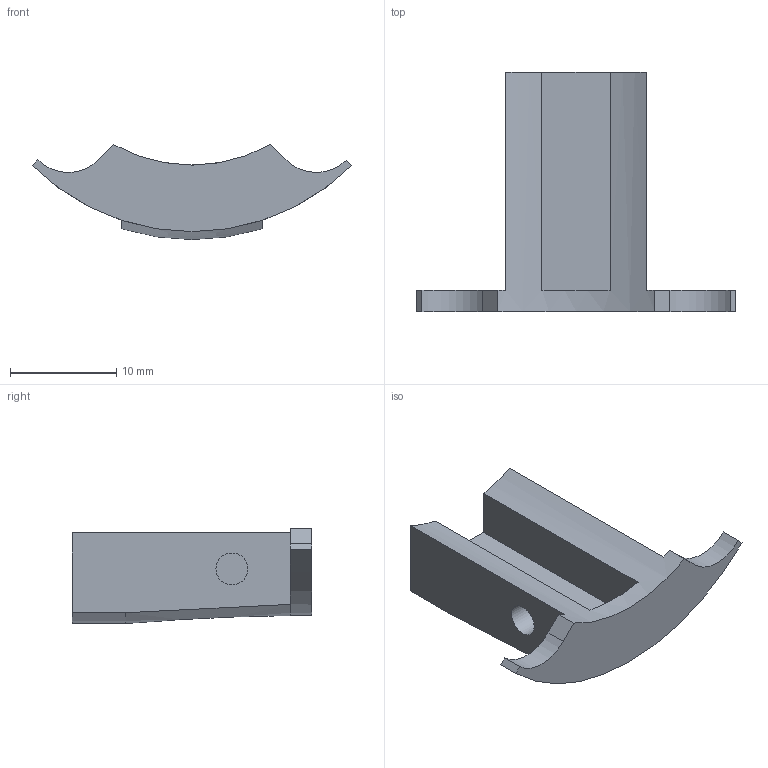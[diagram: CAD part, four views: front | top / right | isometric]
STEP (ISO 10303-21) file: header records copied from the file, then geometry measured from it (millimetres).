
FILE_DESCRIPTION(/* description */ (''),/* implementation_level */ '2;1');
FILE_NAME(/* name */ 'SensorBracket.step',/* time_stamp */ '2020-10-30T08:30:59-07:00',/* author */ (''),/* organization */ (''),/* preprocessor_version */ 'ST-DEVELOPER v18.1',/* originating_system */ 'Autodesk Translation Framework v9.3.0.1241',/* authorisation */ '');
FILE_SCHEMA (('AUTOMOTIVE_DESIGN { 1 0 10303 214 3 1 1 }'));
Length unit declared in the file: millimetre
Products named in the file (1): SensorBracket
Bounding box: 30.05 x 22.5 x 8.94 mm (x, y, z)
Volume: 1558.7 mm3; surface area: 1476.5 mm2
Topology: 1 solids, 1 shells, 21 faces, 55 edges, 36 vertices
Faces by surface type: plane 14, cylinder 6, bspline 1
Full cylindrical faces by diameter (mm): 3 x1
Entity records: 707 total; most frequent: CARTESIAN_POINT 128, DIRECTION 115, ORIENTED_EDGE 110, EDGE_CURVE 55, AXIS2_PLACEMENT_3D 39, LINE 37, VECTOR 37, VERTEX_POINT 36
